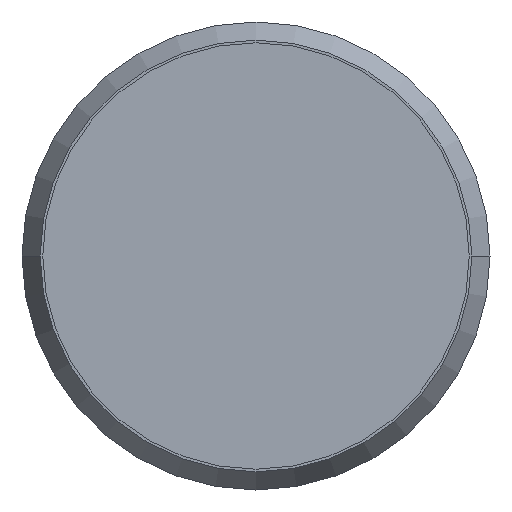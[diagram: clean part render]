
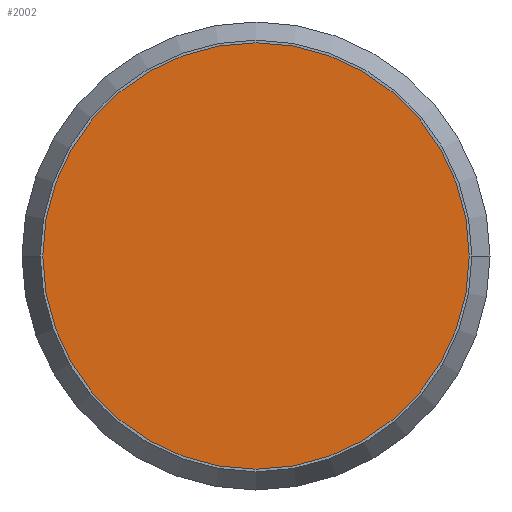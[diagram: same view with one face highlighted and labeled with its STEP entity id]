
A CAD part, front view. The second image highlights one B-rep face of the part: STEP entity #2002.
In plain terms, the highlighted planar face has unit normal (0, -1, 0).
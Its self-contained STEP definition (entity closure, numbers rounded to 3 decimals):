
#639=CARTESIAN_POINT('',(0.,-53.,0.));
#640=DIRECTION('',(0.,-1.,0.));
#641=DIRECTION('',(-1.,0.,0.));
#642=AXIS2_PLACEMENT_3D('',#639,#640,#641);
#644=CARTESIAN_POINT('',(0.,-53.,0.));
#645=DIRECTION('',(0.,-1.,0.));
#646=DIRECTION('',(1.,0.,0.));
#647=AXIS2_PLACEMENT_3D('',#644,#645,#646);
#674=CARTESIAN_POINT('',(-8.2,-53.,0.));
#675=CARTESIAN_POINT('',(8.2,-53.,0.));
#676=VERTEX_POINT('',#674);
#677=VERTEX_POINT('',#675);
#1993=CARTESIAN_POINT('',(0.,-53.,0.));
#1994=DIRECTION('',(0.,-1.,0.));
#1995=DIRECTION('',(-1.,0.,0.));
#1996=AXIS2_PLACEMENT_3D('',#1993,#1994,#1995);
#1997=PLANE('',#1996);
#1998=ORIENTED_EDGE('',*,*,#1959,.F.);
#1999=ORIENTED_EDGE('',*,*,#1980,.F.);
#2000=EDGE_LOOP('',(#1998,#1999));
#2001=FACE_OUTER_BOUND('',#2000,.F.);
#2002=ADVANCED_FACE('',(#2001),#1997,.T.);
#643=CIRCLE('',#642,8.2);
#648=CIRCLE('',#647,8.2);
#1959=EDGE_CURVE('',#676,#677,#643,.T.);
#1980=EDGE_CURVE('',#677,#676,#648,.T.);
